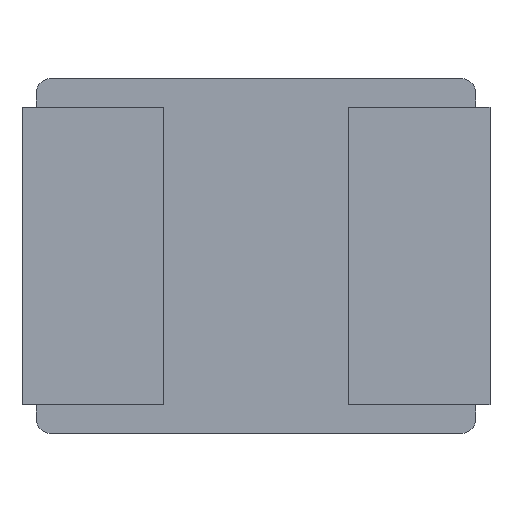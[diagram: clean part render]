
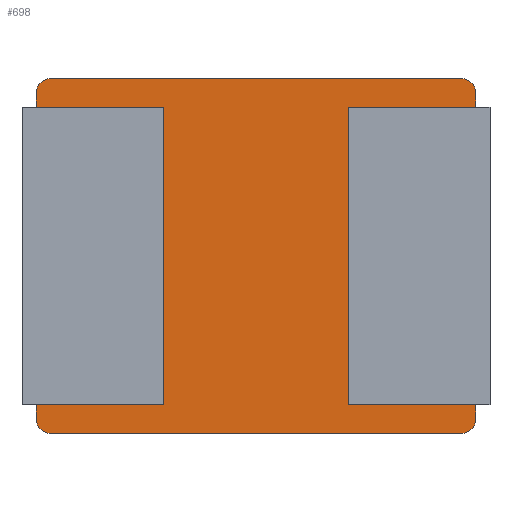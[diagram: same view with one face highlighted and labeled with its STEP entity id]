
A CAD part, front view. The second image highlights one B-rep face of the part: STEP entity #698.
In plain terms, the highlighted planar face has unit normal (0, -1, 0).
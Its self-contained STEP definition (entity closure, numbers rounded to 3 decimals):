
#38 = DIRECTION ( 'NONE',  ( 0., 0., 1. ) ) ;
#39 = VECTOR ( 'NONE', #38, 1000. ) ;
#40 = CARTESIAN_POINT ( 'NONE',  ( -1.55, 0.1, 1.25 ) ) ;
#41 = LINE ( 'NONE', #40, #39 ) ;
#53 = CARTESIAN_POINT ( 'NONE',  ( 1.55, 0.1, -1.05 ) ) ;
#54 = CARTESIAN_POINT ( 'NONE',  ( 1.55, 0.1, -1.15 ) ) ;
#61 = CARTESIAN_POINT ( 'NONE',  ( -1.55, 0.1, 1.05 ) ) ;
#151 = CARTESIAN_POINT ( 'NONE',  ( -1.45, 0.1, -1.25 ) ) ;
#152 = CARTESIAN_POINT ( 'NONE',  ( 1.55, 0.1, 1.05 ) ) ;
#154 = DIRECTION ( 'NONE',  ( 0., 0., -1. ) ) ;
#155 = VECTOR ( 'NONE', #154, 1000. ) ;
#156 = CARTESIAN_POINT ( 'NONE',  ( 1.55, 0.1, 1.25 ) ) ;
#157 = LINE ( 'NONE', #156, #155 ) ;
#173 = CARTESIAN_POINT ( 'NONE',  ( 1.45, 0.1, -1.25 ) ) ;
#207 = CARTESIAN_POINT ( 'NONE',  ( -1.55, 0.1, -1.05 ) ) ;
#314 = CARTESIAN_POINT ( 'NONE',  ( -1.45, 0.1, 1.15 ) ) ;
#315 = DIRECTION ( 'NONE',  ( 0., 0., -1. ) ) ;
#316 = DIRECTION ( 'NONE',  ( 0., -1., 0. ) ) ;
#317 = AXIS2_PLACEMENT_3D ( 'NONE', #314, #316, #315 ) ;
#318 = CIRCLE ( 'NONE', #317, 0.1 ) ;
#320 = DIRECTION ( 'NONE',  ( 1., 0., 0. ) ) ;
#321 = CARTESIAN_POINT ( 'NONE',  ( -1.55, 0.1, 1.25 ) ) ;
#322 = DIRECTION ( 'NONE',  ( 0., 0., -1. ) ) ;
#323 = DIRECTION ( 'NONE',  ( 0., -1., 0. ) ) ;
#324 = CARTESIAN_POINT ( 'NONE',  ( -1.55, 0.1, 1.15 ) ) ;
#330 = VECTOR ( 'NONE', #320, 1000. ) ;
#337 = CARTESIAN_POINT ( 'NONE',  ( 1.45, 0.1, 1.15 ) ) ;
#338 = AXIS2_PLACEMENT_3D ( 'NONE', #337, #323, #322 ) ;
#339 = CIRCLE ( 'NONE', #338, 0.1 ) ;
#340 = LINE ( 'NONE', #321, #330 ) ;
#346 = FACE_OUTER_BOUND ( 'NONE', #741, .T. ) ;
#359 = DIRECTION ( 'NONE',  ( 0., 0., -1. ) ) ;
#360 = DIRECTION ( 'NONE',  ( 0., -1., 0. ) ) ;
#361 = CARTESIAN_POINT ( 'NONE',  ( 1.55, 0.1, -1.25 ) ) ;
#362 = CARTESIAN_POINT ( 'NONE',  ( 0.65, 0.1, -1.05 ) ) ;
#363 = CARTESIAN_POINT ( 'NONE',  ( 0.65, 0.1, 1.05 ) ) ;
#364 = CARTESIAN_POINT ( 'NONE',  ( -1.45, 0.1, 1.25 ) ) ;
#365 = CARTESIAN_POINT ( 'NONE',  ( 1.55, 0.1, 1.15 ) ) ;
#366 = PLANE ( 'NONE',  #377 ) ;
#368 = DIRECTION ( 'NONE',  ( 0., 0., -1. ) ) ;
#369 = VECTOR ( 'NONE', #368, 1000. ) ;
#370 = CARTESIAN_POINT ( 'NONE',  ( 0.65, 0.1, -1.05 ) ) ;
#371 = LINE ( 'NONE', #370, #369 ) ;
#372 = DIRECTION ( 'NONE',  ( 0., 0., -1. ) ) ;
#373 = VECTOR ( 'NONE', #372, 1000. ) ;
#374 = CARTESIAN_POINT ( 'NONE',  ( 1.55, 0.1, 1.25 ) ) ;
#375 = LINE ( 'NONE', #374, #373 ) ;
#377 = AXIS2_PLACEMENT_3D ( 'NONE', #361, #360, #359 ) ;
#424 = DIRECTION ( 'NONE',  ( 0., 0., 1. ) ) ;
#429 = LINE ( 'NONE', #433, #432 ) ;
#430 = LINE ( 'NONE', #435, #434 ) ;
#432 = VECTOR ( 'NONE', #442, 1000. ) ;
#433 = CARTESIAN_POINT ( 'NONE',  ( -1.55, 0.1, -1.25 ) ) ;
#434 = VECTOR ( 'NONE', #424, 1000. ) ;
#435 = CARTESIAN_POINT ( 'NONE',  ( -1.55, 0.1, 1.25 ) ) ;
#437 = CARTESIAN_POINT ( 'NONE',  ( -1.55, 0.1, -1.15 ) ) ;
#442 = DIRECTION ( 'NONE',  ( -1., 0., 0. ) ) ;
#484 = DIRECTION ( 'NONE',  ( -1., 0., 0. ) ) ;
#485 = VECTOR ( 'NONE', #484, 1000. ) ;
#486 = DIRECTION ( 'NONE',  ( -1., 0., 0. ) ) ;
#489 = VECTOR ( 'NONE', #486, 1000. ) ;
#490 = CARTESIAN_POINT ( 'NONE',  ( 1.55, 0.1, -1.05 ) ) ;
#509 = DIRECTION ( 'NONE',  ( 0., 0., -1. ) ) ;
#510 = DIRECTION ( 'NONE',  ( 0., -1., 0. ) ) ;
#511 = CARTESIAN_POINT ( 'NONE',  ( -1.45, 0.1, -1.15 ) ) ;
#515 = AXIS2_PLACEMENT_3D ( 'NONE', #511, #510, #509 ) ;
#520 = CIRCLE ( 'NONE', #515, 0.1 ) ;
#522 = LINE ( 'NONE', #490, #489 ) ;
#523 = CARTESIAN_POINT ( 'NONE',  ( -1.65, 0.1, 1.05 ) ) ;
#524 = LINE ( 'NONE', #523, #485 ) ;
#525 = CARTESIAN_POINT ( 'NONE',  ( -0.65, 0.1, 1.05 ) ) ;
#527 = DIRECTION ( 'NONE',  ( 1., 0., 0. ) ) ;
#528 = VECTOR ( 'NONE', #527, 1000. ) ;
#529 = CARTESIAN_POINT ( 'NONE',  ( 0.65, 0.1, -1.05 ) ) ;
#530 = LINE ( 'NONE', #529, #528 ) ;
#538 = CARTESIAN_POINT ( 'NONE',  ( -0.65, 0.1, -1.05 ) ) ;
#541 = DIRECTION ( 'NONE',  ( 0., 0., 1. ) ) ;
#542 = VECTOR ( 'NONE', #541, 1000. ) ;
#543 = CARTESIAN_POINT ( 'NONE',  ( -0.65, 0.1, -1.05 ) ) ;
#544 = LINE ( 'NONE', #543, #542 ) ;
#584 = ORIENTED_EDGE ( 'NONE', *, *, #692, .T. ) ;
#592 = EDGE_CURVE ( 'NONE', #623, #688, #41, .T. ) ;
#610 = VERTEX_POINT ( 'NONE', #207 ) ;
#618 = VERTEX_POINT ( 'NONE', #54 ) ;
#619 = VERTEX_POINT ( 'NONE', #53 ) ;
#623 = VERTEX_POINT ( 'NONE', #61 ) ;
#660 = EDGE_CURVE ( 'NONE', #619, #618, #157, .T. ) ;
#663 = VERTEX_POINT ( 'NONE', #152 ) ;
#664 = VERTEX_POINT ( 'NONE', #151 ) ;
#665 = VERTEX_POINT ( 'NONE', #173 ) ;
#688 = VERTEX_POINT ( 'NONE', #324 ) ;
#692 = EDGE_CURVE ( 'NONE', #703, #688, #318, .T. ) ;
#693 = EDGE_CURVE ( 'NONE', #702, #835, #339, .T. ) ;
#694 = ORIENTED_EDGE ( 'NONE', *, *, #695, .F. ) ;
#695 = EDGE_CURVE ( 'NONE', #703, #835, #340, .T. ) ;
#697 = ORIENTED_EDGE ( 'NONE', *, *, #761, .F. ) ;
#698 = ADVANCED_FACE ( 'NONE', ( #346 ), #366, .T. ) ;
#699 = EDGE_CURVE ( 'NONE', #702, #663, #375, .T. ) ;
#700 = EDGE_CURVE ( 'NONE', #704, #705, #371, .T. ) ;
#701 = ORIENTED_EDGE ( 'NONE', *, *, #786, .F. ) ;
#702 = VERTEX_POINT ( 'NONE', #365 ) ;
#703 = VERTEX_POINT ( 'NONE', #364 ) ;
#704 = VERTEX_POINT ( 'NONE', #363 ) ;
#705 = VERTEX_POINT ( 'NONE', #362 ) ;
#729 = EDGE_CURVE ( 'NONE', #731, #610, #430, .T. ) ;
#731 = VERTEX_POINT ( 'NONE', #437 ) ;
#732 = ORIENTED_EDGE ( 'NONE', *, *, #733, .F. ) ;
#733 = EDGE_CURVE ( 'NONE', #665, #664, #429, .T. ) ;
#734 = ORIENTED_EDGE ( 'NONE', *, *, #771, .F. ) ;
#741 = EDGE_LOOP ( 'NONE', ( #732, #742, #785, #697, #762, #701, #787, #788, #694, #584, #754, #755, #734, #751, #776, #777 ) ) ;
#742 = ORIENTED_EDGE ( 'NONE', *, *, #784, .T. ) ;
#749 = EDGE_CURVE ( 'NONE', #731, #664, #520, .T. ) ;
#751 = ORIENTED_EDGE ( 'NONE', *, *, #752, .T. ) ;
#752 = EDGE_CURVE ( 'NONE', #774, #610, #522, .T. ) ;
#754 = ORIENTED_EDGE ( 'NONE', *, *, #592, .F. ) ;
#755 = ORIENTED_EDGE ( 'NONE', *, *, #756, .F. ) ;
#756 = EDGE_CURVE ( 'NONE', #757, #623, #524, .T. ) ;
#757 = VERTEX_POINT ( 'NONE', #525 ) ;
#761 = EDGE_CURVE ( 'NONE', #705, #619, #530, .T. ) ;
#762 = ORIENTED_EDGE ( 'NONE', *, *, #700, .F. ) ;
#771 = EDGE_CURVE ( 'NONE', #774, #757, #544, .T. ) ;
#774 = VERTEX_POINT ( 'NONE', #538 ) ;
#776 = ORIENTED_EDGE ( 'NONE', *, *, #729, .F. ) ;
#777 = ORIENTED_EDGE ( 'NONE', *, *, #749, .T. ) ;
#784 = EDGE_CURVE ( 'NONE', #665, #618, #977, .T. ) ;
#785 = ORIENTED_EDGE ( 'NONE', *, *, #660, .F. ) ;
#786 = EDGE_CURVE ( 'NONE', #663, #704, #971, .T. ) ;
#787 = ORIENTED_EDGE ( 'NONE', *, *, #699, .F. ) ;
#788 = ORIENTED_EDGE ( 'NONE', *, *, #693, .T. ) ;
#835 = VERTEX_POINT ( 'NONE', #1175 ) ;
#968 = DIRECTION ( 'NONE',  ( -1., 0., 0. ) ) ;
#969 = VECTOR ( 'NONE', #968, 1000. ) ;
#970 = CARTESIAN_POINT ( 'NONE',  ( 0.65, 0.1, 1.05 ) ) ;
#971 = LINE ( 'NONE', #970, #969 ) ;
#973 = DIRECTION ( 'NONE',  ( 0., 0., -1. ) ) ;
#974 = DIRECTION ( 'NONE',  ( 0., -1., 0. ) ) ;
#975 = CARTESIAN_POINT ( 'NONE',  ( 1.45, 0.1, -1.15 ) ) ;
#976 = AXIS2_PLACEMENT_3D ( 'NONE', #975, #974, #973 ) ;
#977 = CIRCLE ( 'NONE', #976, 0.1 ) ;
#1175 = CARTESIAN_POINT ( 'NONE',  ( 1.45, 0.1, 1.25 ) ) ;
